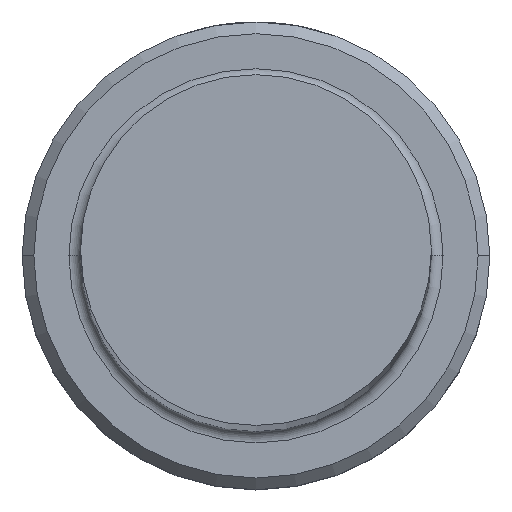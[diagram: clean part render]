
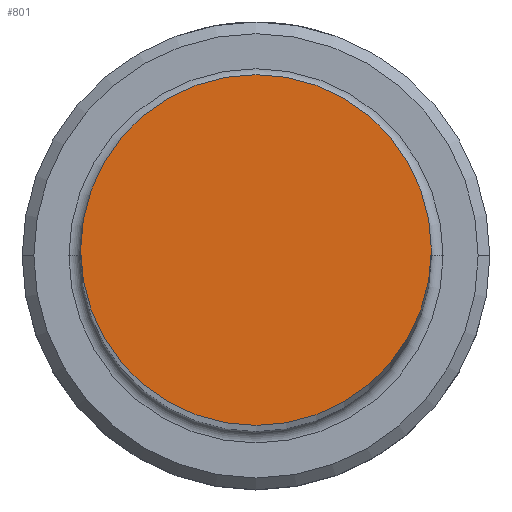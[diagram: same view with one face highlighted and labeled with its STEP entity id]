
A CAD part, top view. The second image highlights one B-rep face of the part: STEP entity #801.
In plain terms, the highlighted planar face has unit normal (0, 0, 1).
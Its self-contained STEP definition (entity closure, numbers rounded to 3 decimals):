
#5 = VERTEX_POINT ( 'NONE', #1148 ) ;
#32 = PLANE ( 'NONE',  #914 ) ;
#50 = AXIS2_PLACEMENT_3D ( 'NONE', #947, #395, #1043 ) ;
#98 = ORIENTED_EDGE ( 'NONE', *, *, #796, .T. ) ;
#120 = DIRECTION ( 'NONE',  ( 1., 0., 0. ) ) ;
#156 = AXIS2_PLACEMENT_3D ( 'NONE', #931, #379, #1028 ) ;
#160 = CIRCLE ( 'NONE', #156, 7.5 ) ;
#379 = DIRECTION ( 'NONE',  ( 0., 0., 1. ) ) ;
#395 = DIRECTION ( 'NONE',  ( 0., 0., 1. ) ) ;
#493 = CARTESIAN_POINT ( 'NONE',  ( 0., 0., 150. ) ) ;
#574 = CIRCLE ( 'NONE', #50, 7.5 ) ;
#637 = FACE_OUTER_BOUND ( 'NONE', #1111, .T. ) ;
#668 = DIRECTION ( 'NONE',  ( 0., 0., 1. ) ) ;
#678 = VERTEX_POINT ( 'NONE', #992 ) ;
#796 = EDGE_CURVE ( 'NONE', #678, #5, #574, .T. ) ;
#801 = ADVANCED_FACE ( 'NONE', ( #637 ), #32, .T. ) ;
#914 = AXIS2_PLACEMENT_3D ( 'NONE', #493, #668, #120 ) ;
#931 = CARTESIAN_POINT ( 'NONE',  ( 0., 0., 150. ) ) ;
#947 = CARTESIAN_POINT ( 'NONE',  ( 0., 0., 150. ) ) ;
#992 = CARTESIAN_POINT ( 'NONE',  ( -7.5, 0., 150. ) ) ;
#1008 = EDGE_CURVE ( 'NONE', #5, #678, #160, .T. ) ;
#1028 = DIRECTION ( 'NONE',  ( 1., 0., 0. ) ) ;
#1043 = DIRECTION ( 'NONE',  ( 1., 0., 0. ) ) ;
#1062 = ORIENTED_EDGE ( 'NONE', *, *, #1008, .T. ) ;
#1111 = EDGE_LOOP ( 'NONE', ( #98, #1062 ) ) ;
#1148 = CARTESIAN_POINT ( 'NONE',  ( 7.5, 0., 150. ) ) ;
